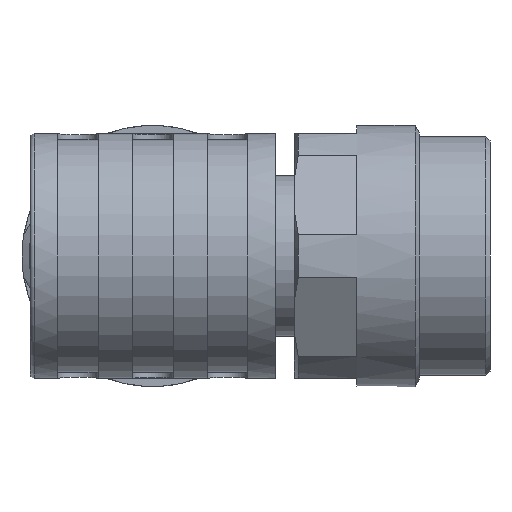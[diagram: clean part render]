
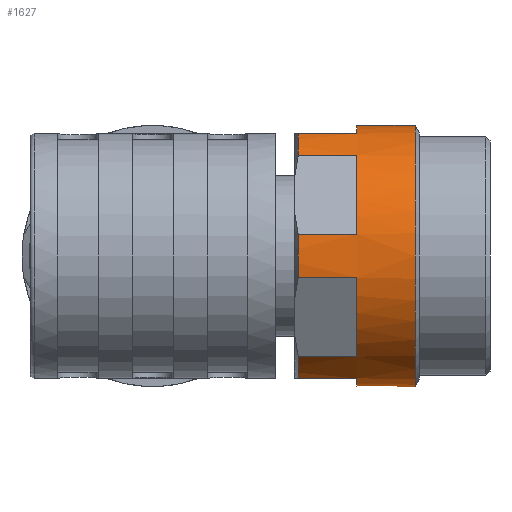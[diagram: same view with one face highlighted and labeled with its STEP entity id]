
A CAD part, front view. The second image highlights one B-rep face of the part: STEP entity #1627.
In plain terms, the highlighted cylindrical face has radius 4.8 mm (diameter 9.6 mm), a full revolution.
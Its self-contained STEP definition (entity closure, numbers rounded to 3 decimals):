
#676=LINE('',#10164,#1031);
#677=LINE('',#10168,#1032);
#678=LINE('',#10169,#1033);
#679=LINE('',#10173,#1034);
#680=LINE('',#10174,#1035);
#681=LINE('',#10178,#1036);
#682=LINE('',#10179,#1037);
#683=LINE('',#10183,#1038);
#684=LINE('',#10184,#1039);
#685=LINE('',#10188,#1040);
#686=LINE('',#10189,#1041);
#687=LINE('',#10193,#1042);
#1031=VECTOR('',#7367,1.);
#1032=VECTOR('',#7370,1.);
#1033=VECTOR('',#7371,1.);
#1034=VECTOR('',#7374,1.);
#1035=VECTOR('',#7375,1.);
#1036=VECTOR('',#7378,1.);
#1037=VECTOR('',#7379,1.);
#1038=VECTOR('',#7382,1.);
#1039=VECTOR('',#7383,1.);
#1040=VECTOR('',#7386,1.);
#1041=VECTOR('',#7387,1.);
#1042=VECTOR('',#7390,1.);
#1627=ADVANCED_FACE('',(#1994,#1995),#1823,.T.);
#1823=CYLINDRICAL_SURFACE('',#6035,4.8);
#1994=FACE_BOUND('',#2344,.T.);
#1995=FACE_BOUND('',#2345,.T.);
#2344=EDGE_LOOP('',(#3506));
#2345=EDGE_LOOP('',(#3507,#3508,#3509,#3510,#3511,#3512,#3513,#3514,#3515,
#3516,#3517,#3518,#3519,#3520,#3521,#3522,#3523,#3524,#3525,#3526,#3527,
#3528,#3529,#3530));
#3506=ORIENTED_EDGE('',*,*,#5041,.T.);
#3507=ORIENTED_EDGE('',*,*,#5054,.F.);
#3508=ORIENTED_EDGE('',*,*,#5055,.T.);
#3509=ORIENTED_EDGE('',*,*,#5056,.F.);
#3510=ORIENTED_EDGE('',*,*,#5053,.T.);
#3511=ORIENTED_EDGE('',*,*,#5057,.F.);
#3512=ORIENTED_EDGE('',*,*,#5058,.T.);
#3513=ORIENTED_EDGE('',*,*,#5059,.F.);
#3514=ORIENTED_EDGE('',*,*,#5043,.T.);
#3515=ORIENTED_EDGE('',*,*,#5060,.F.);
#3516=ORIENTED_EDGE('',*,*,#5061,.T.);
#3517=ORIENTED_EDGE('',*,*,#5062,.F.);
#3518=ORIENTED_EDGE('',*,*,#5045,.T.);
#3519=ORIENTED_EDGE('',*,*,#5063,.F.);
#3520=ORIENTED_EDGE('',*,*,#5064,.T.);
#3521=ORIENTED_EDGE('',*,*,#5065,.F.);
#3522=ORIENTED_EDGE('',*,*,#5047,.T.);
#3523=ORIENTED_EDGE('',*,*,#5066,.F.);
#3524=ORIENTED_EDGE('',*,*,#5067,.T.);
#3525=ORIENTED_EDGE('',*,*,#5068,.F.);
#3526=ORIENTED_EDGE('',*,*,#5049,.T.);
#3527=ORIENTED_EDGE('',*,*,#5069,.F.);
#3528=ORIENTED_EDGE('',*,*,#5070,.T.);
#3529=ORIENTED_EDGE('',*,*,#5071,.F.);
#3530=ORIENTED_EDGE('',*,*,#5051,.T.);
#4356=VERTEX_POINT('',#10132);
#4357=VERTEX_POINT('',#10135);
#4358=VERTEX_POINT('',#10136);
#4359=VERTEX_POINT('',#10140);
#4360=VERTEX_POINT('',#10141);
#4361=VERTEX_POINT('',#10145);
#4362=VERTEX_POINT('',#10146);
#4363=VERTEX_POINT('',#10150);
#4364=VERTEX_POINT('',#10151);
#4365=VERTEX_POINT('',#10155);
#4366=VERTEX_POINT('',#10156);
#4367=VERTEX_POINT('',#10160);
#4368=VERTEX_POINT('',#10161);
#4369=VERTEX_POINT('',#10165);
#4370=VERTEX_POINT('',#10167);
#4371=VERTEX_POINT('',#10170);
#4372=VERTEX_POINT('',#10172);
#4373=VERTEX_POINT('',#10175);
#4374=VERTEX_POINT('',#10177);
#4375=VERTEX_POINT('',#10180);
#4376=VERTEX_POINT('',#10182);
#4377=VERTEX_POINT('',#10185);
#4378=VERTEX_POINT('',#10187);
#4379=VERTEX_POINT('',#10190);
#4380=VERTEX_POINT('',#10192);
#5041=EDGE_CURVE('',#4356,#4356,#5502,.T.);
#5043=EDGE_CURVE('',#4357,#4358,#5503,.T.);
#5045=EDGE_CURVE('',#4359,#4360,#5504,.T.);
#5047=EDGE_CURVE('',#4361,#4362,#5505,.T.);
#5049=EDGE_CURVE('',#4363,#4364,#5506,.T.);
#5051=EDGE_CURVE('',#4365,#4366,#5507,.T.);
#5053=EDGE_CURVE('',#4367,#4368,#5508,.T.);
#5054=EDGE_CURVE('',#4369,#4366,#676,.T.);
#5055=EDGE_CURVE('',#4369,#4370,#5509,.T.);
#5056=EDGE_CURVE('',#4367,#4370,#677,.T.);
#5057=EDGE_CURVE('',#4371,#4368,#678,.T.);
#5058=EDGE_CURVE('',#4371,#4372,#5510,.T.);
#5059=EDGE_CURVE('',#4357,#4372,#679,.T.);
#5060=EDGE_CURVE('',#4373,#4358,#680,.T.);
#5061=EDGE_CURVE('',#4373,#4374,#5511,.T.);
#5062=EDGE_CURVE('',#4359,#4374,#681,.T.);
#5063=EDGE_CURVE('',#4375,#4360,#682,.T.);
#5064=EDGE_CURVE('',#4375,#4376,#5512,.T.);
#5065=EDGE_CURVE('',#4361,#4376,#683,.T.);
#5066=EDGE_CURVE('',#4377,#4362,#684,.T.);
#5067=EDGE_CURVE('',#4377,#4378,#5513,.T.);
#5068=EDGE_CURVE('',#4363,#4378,#685,.T.);
#5069=EDGE_CURVE('',#4379,#4364,#686,.T.);
#5070=EDGE_CURVE('',#4379,#4380,#5514,.T.);
#5071=EDGE_CURVE('',#4365,#4380,#687,.T.);
#5502=CIRCLE('',#6015,4.8);
#5503=CIRCLE('',#6017,4.8);
#5504=CIRCLE('',#6019,4.8);
#5505=CIRCLE('',#6021,4.8);
#5506=CIRCLE('',#6023,4.8);
#5507=CIRCLE('',#6025,4.8);
#5508=CIRCLE('',#6027,4.8);
#5509=CIRCLE('',#6029,4.8);
#5510=CIRCLE('',#6030,4.8);
#5511=CIRCLE('',#6031,4.8);
#5512=CIRCLE('',#6032,4.8);
#5513=CIRCLE('',#6033,4.8);
#5514=CIRCLE('',#6034,4.8);
#6015=AXIS2_PLACEMENT_3D('',#10131,#7333,#7334);
#6017=AXIS2_PLACEMENT_3D('',#10137,#7338,#7339);
#6019=AXIS2_PLACEMENT_3D('',#10142,#7343,#7344);
#6021=AXIS2_PLACEMENT_3D('',#10147,#7348,#7349);
#6023=AXIS2_PLACEMENT_3D('',#10152,#7353,#7354);
#6025=AXIS2_PLACEMENT_3D('',#10157,#7358,#7359);
#6027=AXIS2_PLACEMENT_3D('',#10162,#7363,#7364);
#6029=AXIS2_PLACEMENT_3D('',#10166,#7368,#7369);
#6030=AXIS2_PLACEMENT_3D('',#10171,#7372,#7373);
#6031=AXIS2_PLACEMENT_3D('',#10176,#7376,#7377);
#6032=AXIS2_PLACEMENT_3D('',#10181,#7380,#7381);
#6033=AXIS2_PLACEMENT_3D('',#10186,#7384,#7385);
#6034=AXIS2_PLACEMENT_3D('',#10191,#7388,#7389);
#6035=AXIS2_PLACEMENT_3D('',#10194,#7391,#7392);
#7333=DIRECTION('',(-1.,0.,0.));
#7334=DIRECTION('',(0.,0.,1.));
#7338=DIRECTION('',(1.,0.,0.));
#7339=DIRECTION('',(0.,0.,1.));
#7343=DIRECTION('',(1.,0.,0.));
#7344=DIRECTION('',(0.,0.,1.));
#7348=DIRECTION('',(1.,0.,0.));
#7349=DIRECTION('',(0.,0.,1.));
#7353=DIRECTION('',(1.,0.,0.));
#7354=DIRECTION('',(0.,0.,1.));
#7358=DIRECTION('',(1.,0.,0.));
#7359=DIRECTION('',(0.,0.,1.));
#7363=DIRECTION('',(1.,0.,0.));
#7364=DIRECTION('',(0.,0.,1.));
#7367=DIRECTION('',(1.,0.,0.));
#7368=DIRECTION('',(1.,0.,0.));
#7369=DIRECTION('',(0.,0.,1.));
#7370=DIRECTION('',(-1.,0.,0.));
#7371=DIRECTION('',(1.,0.,0.));
#7372=DIRECTION('',(1.,0.,0.));
#7373=DIRECTION('',(0.,0.,1.));
#7374=DIRECTION('',(-1.,0.,0.));
#7375=DIRECTION('',(1.,0.,0.));
#7376=DIRECTION('',(1.,0.,0.));
#7377=DIRECTION('',(0.,0.,1.));
#7378=DIRECTION('',(-1.,0.,0.));
#7379=DIRECTION('',(1.,0.,0.));
#7380=DIRECTION('',(1.,0.,0.));
#7381=DIRECTION('',(0.,0.,1.));
#7382=DIRECTION('',(-1.,0.,0.));
#7383=DIRECTION('',(1.,0.,0.));
#7384=DIRECTION('',(1.,0.,0.));
#7385=DIRECTION('',(0.,0.,1.));
#7386=DIRECTION('',(-1.,0.,0.));
#7387=DIRECTION('',(1.,0.,0.));
#7388=DIRECTION('',(1.,0.,0.));
#7389=DIRECTION('',(0.,0.,1.));
#7390=DIRECTION('',(-1.,0.,0.));
#7391=DIRECTION('',(1.,0.,0.));
#7392=DIRECTION('',(0.,0.,1.));
#10131=CARTESIAN_POINT('',(110.4,-0.05,3.8));
#10132=CARTESIAN_POINT('',(110.4,-0.05,8.6));
#10135=CARTESIAN_POINT('',(108.25,3.012,0.103));
#10136=CARTESIAN_POINT('',(108.25,4.682,2.997));
#10137=CARTESIAN_POINT('',(108.25,-0.05,3.8));
#10140=CARTESIAN_POINT('',(108.25,4.682,4.603));
#10141=CARTESIAN_POINT('',(108.25,3.012,7.497));
#10142=CARTESIAN_POINT('',(108.25,-0.05,3.8));
#10145=CARTESIAN_POINT('',(108.25,1.62,8.3));
#10146=CARTESIAN_POINT('',(108.25,-1.72,8.3));
#10147=CARTESIAN_POINT('',(108.25,-0.05,3.8));
#10150=CARTESIAN_POINT('',(108.25,-3.112,7.497));
#10151=CARTESIAN_POINT('',(108.25,-4.782,4.603));
#10152=CARTESIAN_POINT('',(108.25,-0.05,3.8));
#10155=CARTESIAN_POINT('',(108.25,-4.782,2.997));
#10156=CARTESIAN_POINT('',(108.25,-3.112,0.103));
#10157=CARTESIAN_POINT('',(108.25,-0.05,3.8));
#10160=CARTESIAN_POINT('',(108.25,-1.72,-0.7));
#10161=CARTESIAN_POINT('',(108.25,1.62,-0.7));
#10162=CARTESIAN_POINT('',(108.25,-0.05,3.8));
#10164=CARTESIAN_POINT('',(137.95,-3.112,0.103));
#10165=CARTESIAN_POINT('',(106.1,-3.112,0.103));
#10166=CARTESIAN_POINT('',(106.1,-0.05,3.8));
#10167=CARTESIAN_POINT('',(106.1,-1.72,-0.7));
#10168=CARTESIAN_POINT('',(137.95,-1.72,-0.7));
#10169=CARTESIAN_POINT('',(137.95,1.62,-0.7));
#10170=CARTESIAN_POINT('',(106.1,1.62,-0.7));
#10171=CARTESIAN_POINT('',(106.1,-0.05,3.8));
#10172=CARTESIAN_POINT('',(106.1,3.012,0.103));
#10173=CARTESIAN_POINT('',(137.95,3.012,0.103));
#10174=CARTESIAN_POINT('',(137.95,4.682,2.997));
#10175=CARTESIAN_POINT('',(106.1,4.682,2.997));
#10176=CARTESIAN_POINT('',(106.1,-0.05,3.8));
#10177=CARTESIAN_POINT('',(106.1,4.682,4.603));
#10178=CARTESIAN_POINT('',(137.95,4.682,4.603));
#10179=CARTESIAN_POINT('',(137.95,3.012,7.497));
#10180=CARTESIAN_POINT('',(106.1,3.012,7.497));
#10181=CARTESIAN_POINT('',(106.1,-0.05,3.8));
#10182=CARTESIAN_POINT('',(106.1,1.62,8.3));
#10183=CARTESIAN_POINT('',(137.95,1.62,8.3));
#10184=CARTESIAN_POINT('',(137.95,-1.72,8.3));
#10185=CARTESIAN_POINT('',(106.1,-1.72,8.3));
#10186=CARTESIAN_POINT('',(106.1,-0.05,3.8));
#10187=CARTESIAN_POINT('',(106.1,-3.112,7.497));
#10188=CARTESIAN_POINT('',(137.95,-3.112,7.497));
#10189=CARTESIAN_POINT('',(137.95,-4.782,4.603));
#10190=CARTESIAN_POINT('',(106.1,-4.782,4.603));
#10191=CARTESIAN_POINT('',(106.1,-0.05,3.8));
#10192=CARTESIAN_POINT('',(106.1,-4.782,2.997));
#10193=CARTESIAN_POINT('',(137.95,-4.782,2.997));
#10194=CARTESIAN_POINT('',(137.95,-0.05,3.8));
